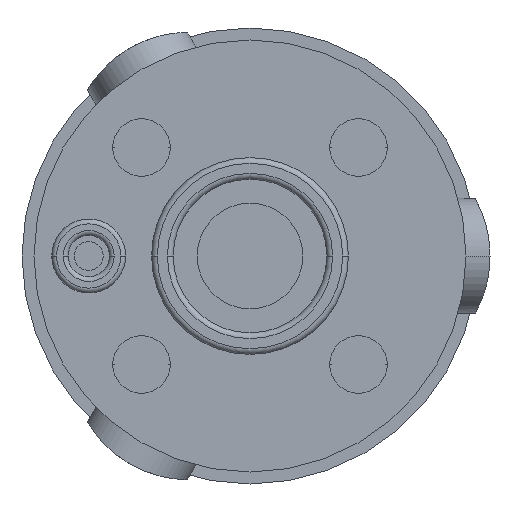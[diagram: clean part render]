
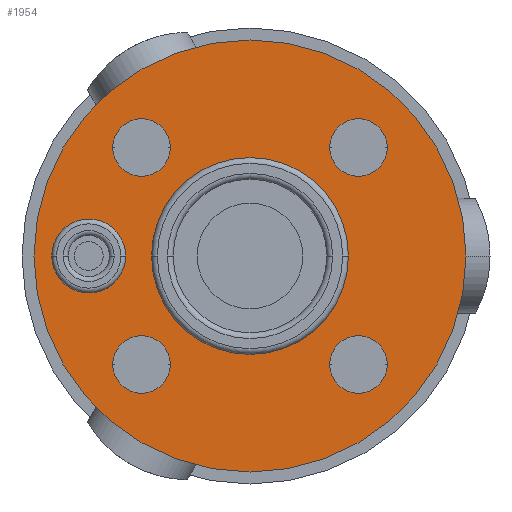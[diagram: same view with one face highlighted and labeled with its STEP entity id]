
A CAD part, front view. The second image highlights one B-rep face of the part: STEP entity #1954.
In plain terms, the highlighted planar face has unit normal (0, -1, 0).
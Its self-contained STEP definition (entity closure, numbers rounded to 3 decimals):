
#336=CARTESIAN_POINT('',(11.3,0.,11.3));
#337=DIRECTION('',(0.,-1.,0.));
#338=DIRECTION('',(-1.,0.,0.));
#339=AXIS2_PLACEMENT_3D('',#336,#337,#338);
#344=CARTESIAN_POINT('',(11.3,0.,11.3));
#345=DIRECTION('',(0.,-1.,0.));
#346=DIRECTION('',(1.,0.,0.));
#347=AXIS2_PLACEMENT_3D('',#344,#345,#346);
#352=CARTESIAN_POINT('',(-11.3,0.,11.3));
#353=DIRECTION('',(0.,-1.,0.));
#354=DIRECTION('',(-1.,0.,0.));
#355=AXIS2_PLACEMENT_3D('',#352,#353,#354);
#360=CARTESIAN_POINT('',(-11.3,0.,11.3));
#361=DIRECTION('',(0.,-1.,0.));
#362=DIRECTION('',(1.,0.,0.));
#363=AXIS2_PLACEMENT_3D('',#360,#361,#362);
#368=CARTESIAN_POINT('',(11.3,0.,-11.3));
#369=DIRECTION('',(0.,-1.,0.));
#370=DIRECTION('',(-1.,0.,0.));
#371=AXIS2_PLACEMENT_3D('',#368,#369,#370);
#376=CARTESIAN_POINT('',(11.3,0.,-11.3));
#377=DIRECTION('',(0.,-1.,0.));
#378=DIRECTION('',(1.,0.,0.));
#379=AXIS2_PLACEMENT_3D('',#376,#377,#378);
#384=CARTESIAN_POINT('',(-11.3,0.,-11.3));
#385=DIRECTION('',(0.,-1.,0.));
#386=DIRECTION('',(-1.,0.,0.));
#387=AXIS2_PLACEMENT_3D('',#384,#385,#386);
#392=CARTESIAN_POINT('',(-11.3,0.,-11.3));
#393=DIRECTION('',(0.,-1.,0.));
#394=DIRECTION('',(1.,0.,0.));
#395=AXIS2_PLACEMENT_3D('',#392,#393,#394);
#416=CARTESIAN_POINT('',(-16.8,0.,0.));
#417=DIRECTION('',(0.,1.,0.));
#418=DIRECTION('',(1.,0.,0.));
#419=AXIS2_PLACEMENT_3D('',#416,#417,#418);
#424=CARTESIAN_POINT('',(-16.8,0.,0.));
#425=DIRECTION('',(0.,1.,0.));
#426=DIRECTION('',(-1.,0.,0.));
#427=AXIS2_PLACEMENT_3D('',#424,#425,#426);
#432=CARTESIAN_POINT('',(0.,0.,0.));
#433=DIRECTION('',(0.,1.,0.));
#434=DIRECTION('',(-1.,0.,0.));
#435=AXIS2_PLACEMENT_3D('',#432,#433,#434);
#440=CARTESIAN_POINT('',(0.,0.,0.));
#441=DIRECTION('',(0.,1.,0.));
#442=DIRECTION('',(1.,0.,0.));
#443=AXIS2_PLACEMENT_3D('',#440,#441,#442);
#448=CARTESIAN_POINT('',(0.,0.,0.));
#449=DIRECTION('',(0.,1.,0.));
#450=DIRECTION('',(1.,0.,0.));
#451=AXIS2_PLACEMENT_3D('',#448,#449,#450);
#463=CARTESIAN_POINT('',(0.,0.,0.));
#464=DIRECTION('',(0.,-1.,0.));
#465=DIRECTION('',(1.,0.,0.));
#466=AXIS2_PLACEMENT_3D('',#463,#464,#465);
#1461=CARTESIAN_POINT('',(22.5,0.,0.));
#1463=VERTEX_POINT('',#1461);
#1483=CARTESIAN_POINT('',(-22.5,0.,0.));
#1485=VERTEX_POINT('',#1483);
#1527=CARTESIAN_POINT('',(8.3,0.,11.3));
#1528=CARTESIAN_POINT('',(14.3,0.,11.3));
#1529=VERTEX_POINT('',#1527);
#1530=VERTEX_POINT('',#1528);
#1541=CARTESIAN_POINT('',(-14.3,0.,11.3));
#1542=VERTEX_POINT('',#1541);
#1543=CARTESIAN_POINT('',(-8.3,0.,11.3));
#1544=VERTEX_POINT('',#1543);
#1555=CARTESIAN_POINT('',(8.3,0.,-11.3));
#1556=VERTEX_POINT('',#1555);
#1557=CARTESIAN_POINT('',(14.3,0.,-11.3));
#1558=VERTEX_POINT('',#1557);
#1569=CARTESIAN_POINT('',(-14.3,0.,-11.3));
#1570=VERTEX_POINT('',#1569);
#1571=CARTESIAN_POINT('',(-8.3,0.,-11.3));
#1572=VERTEX_POINT('',#1571);
#1585=CARTESIAN_POINT('',(-13.45,0.,0.));
#1586=CARTESIAN_POINT('',(-20.15,0.,0.));
#1587=VERTEX_POINT('',#1585);
#1588=VERTEX_POINT('',#1586);
#1609=CARTESIAN_POINT('',(-9.65,0.,0.));
#1610=CARTESIAN_POINT('',(9.65,0.,0.));
#1611=VERTEX_POINT('',#1609);
#1612=VERTEX_POINT('',#1610);
#1908=CARTESIAN_POINT('',(0.,0.,0.));
#1909=DIRECTION('',(0.,1.,0.));
#1910=DIRECTION('',(1.,0.,0.));
#1911=AXIS2_PLACEMENT_3D('',#1908,#1909,#1910);
#1912=PLANE('',#1911);
#1914=ORIENTED_EDGE('',*,*,#1913,.T.);
#1916=ORIENTED_EDGE('',*,*,#1915,.F.);
#1917=EDGE_LOOP('',(#1914,#1916));
#1918=FACE_OUTER_BOUND('',#1917,.F.);
#1920=ORIENTED_EDGE('',*,*,#1919,.T.);
#1922=ORIENTED_EDGE('',*,*,#1921,.T.);
#1923=EDGE_LOOP('',(#1920,#1922));
#1924=FACE_BOUND('',#1923,.F.);
#1926=ORIENTED_EDGE('',*,*,#1925,.T.);
#1928=ORIENTED_EDGE('',*,*,#1927,.T.);
#1929=EDGE_LOOP('',(#1926,#1928));
#1930=FACE_BOUND('',#1929,.F.);
#1932=ORIENTED_EDGE('',*,*,#1931,.T.);
#1934=ORIENTED_EDGE('',*,*,#1933,.T.);
#1935=EDGE_LOOP('',(#1932,#1934));
#1936=FACE_BOUND('',#1935,.F.);
#1938=ORIENTED_EDGE('',*,*,#1937,.T.);
#1940=ORIENTED_EDGE('',*,*,#1939,.T.);
#1941=EDGE_LOOP('',(#1938,#1940));
#1942=FACE_BOUND('',#1941,.F.);
#1944=ORIENTED_EDGE('',*,*,#1943,.F.);
#1946=ORIENTED_EDGE('',*,*,#1945,.F.);
#1947=EDGE_LOOP('',(#1944,#1946));
#1948=FACE_BOUND('',#1947,.F.);
#1949=ORIENTED_EDGE('',*,*,#1898,.F.);
#1951=ORIENTED_EDGE('',*,*,#1950,.F.);
#1952=EDGE_LOOP('',(#1949,#1951));
#1953=FACE_BOUND('',#1952,.F.);
#340=CIRCLE('',#339,3.);
#348=CIRCLE('',#347,3.);
#356=CIRCLE('',#355,3.);
#364=CIRCLE('',#363,3.);
#372=CIRCLE('',#371,3.);
#380=CIRCLE('',#379,3.);
#388=CIRCLE('',#387,3.);
#396=CIRCLE('',#395,3.);
#420=CIRCLE('',#419,3.35);
#428=CIRCLE('',#427,3.35);
#436=CIRCLE('',#435,9.65);
#444=CIRCLE('',#443,9.65);
#452=CIRCLE('',#451,22.5);
#467=CIRCLE('',#466,22.5);
#1898=EDGE_CURVE('',#1611,#1612,#436,.T.);
#1913=EDGE_CURVE('',#1463,#1485,#452,.T.);
#1915=EDGE_CURVE('',#1463,#1485,#467,.T.);
#1919=EDGE_CURVE('',#1529,#1530,#340,.T.);
#1921=EDGE_CURVE('',#1530,#1529,#348,.T.);
#1925=EDGE_CURVE('',#1542,#1544,#356,.T.);
#1927=EDGE_CURVE('',#1544,#1542,#364,.T.);
#1931=EDGE_CURVE('',#1556,#1558,#372,.T.);
#1933=EDGE_CURVE('',#1558,#1556,#380,.T.);
#1937=EDGE_CURVE('',#1570,#1572,#388,.T.);
#1939=EDGE_CURVE('',#1572,#1570,#396,.T.);
#1943=EDGE_CURVE('',#1587,#1588,#420,.T.);
#1945=EDGE_CURVE('',#1588,#1587,#428,.T.);
#1950=EDGE_CURVE('',#1612,#1611,#444,.T.);
#1954=ADVANCED_FACE('',(#1918,#1924,#1930,#1936,#1942,#1948,#1953),#1912,.F.);
